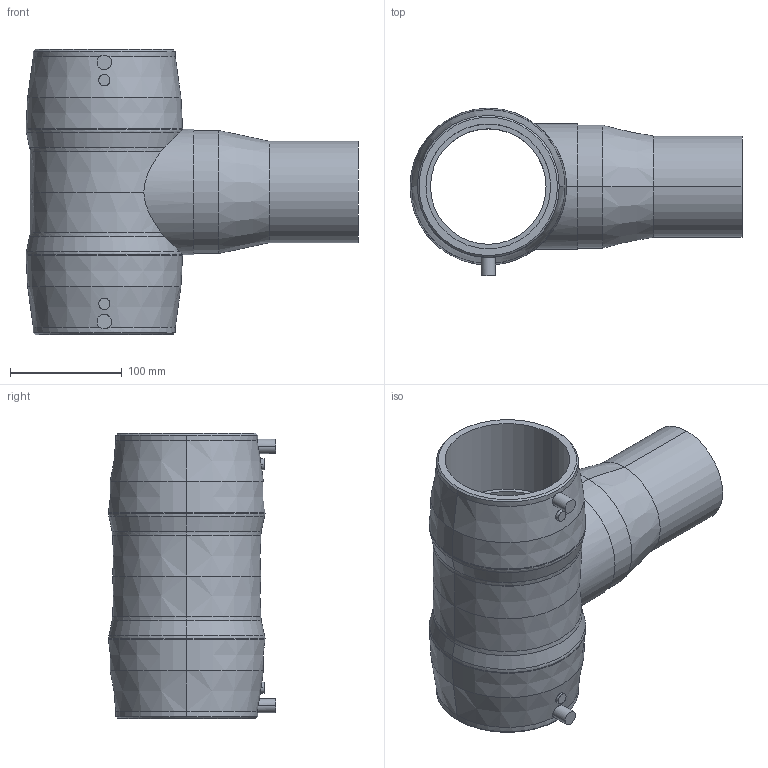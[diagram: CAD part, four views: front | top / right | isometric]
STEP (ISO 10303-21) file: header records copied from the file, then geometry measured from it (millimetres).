
FILE_DESCRIPTION(('STEP AP214'),'1');
FILE_NAME('cctmp_CEAF899C-1133-45FA-A99E-AE7F04AFA5A7_2024_1_2_14_3_45_540..stp','2024-01-02T13:03:45',('Georg Fischer Piping Systems Ltd.'),('CADClick - www.CADClick.com'),'Spatial InterOp 3D',' ','unknown authorization');
FILE_SCHEMA(('AUTOMOTIVE_DESIGN'));
Length unit declared in the file: millimetre
Products named in the file (1): 753211034
Bounding box: 297.04 x 149.54 x 255 mm (x, y, z)
Volume: 1611561.7 mm3; surface area: 290239.2 mm2
Topology: 1 solids, 1 shells, 80 faces, 182 edges, 110 vertices
Faces by surface type: cylinder 28, cone 24, torus 16, plane 12
Entity records: 3709 total; most frequent: CARTESIAN_POINT 1234, DIRECTION 403, ORIENTED_EDGE 364, EDGE_CURVE 182, AXIS2_PLACEMENT_3D 177, VERTEX_POINT 110, CIRCLE 96, EDGE_LOOP 90
